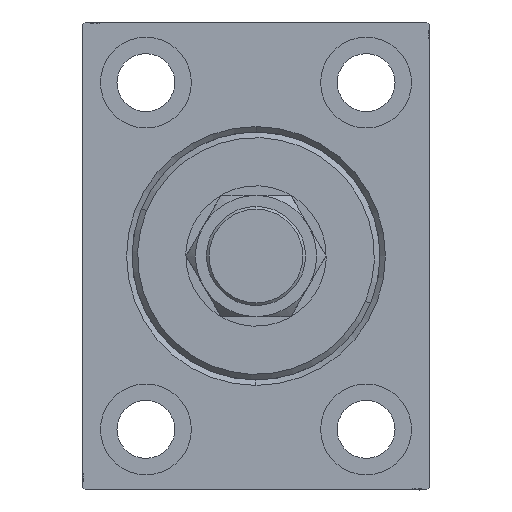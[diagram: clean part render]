
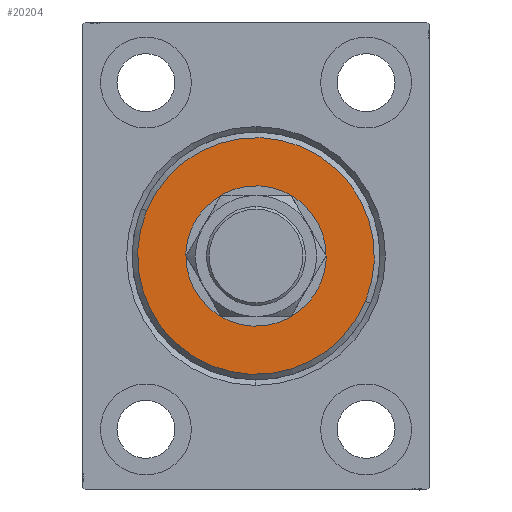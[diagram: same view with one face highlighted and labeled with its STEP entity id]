
A CAD part, left-side view. The second image highlights one B-rep face of the part: STEP entity #20204.
In plain terms, the highlighted face is planar.
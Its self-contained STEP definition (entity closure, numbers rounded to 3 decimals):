
#2299 = DIRECTION ( 'NONE',  ( -1., 0., 0. ) ) ;
#2415 = DIRECTION ( 'NONE',  ( 0., 0., -1. ) ) ;
#3694 = ORIENTED_EDGE ( 'NONE', *, *, #18227, .T. ) ;
#4632 = VERTEX_POINT ( 'NONE', #35264 ) ;
#5070 = ORIENTED_EDGE ( 'NONE', *, *, #38858, .T. ) ;
#6298 = FACE_OUTER_BOUND ( 'NONE', #7929, .T. ) ;
#6342 = DIRECTION ( 'NONE',  ( 1., 0., 0. ) ) ;
#6345 = DIRECTION ( 'NONE',  ( 0., 0., -1. ) ) ;
#6371 = CARTESIAN_POINT ( 'NONE',  ( 3., 0., 0. ) ) ;
#6668 = AXIS2_PLACEMENT_3D ( 'NONE', #6371, #13713, #13939 ) ;
#7929 = EDGE_LOOP ( 'NONE', ( #3694, #44594 ) ) ;
#8642 = AXIS2_PLACEMENT_3D ( 'NONE', #37795, #6342, #44908 ) ;
#8710 = DIRECTION ( 'NONE',  ( -1., 0., 0. ) ) ;
#9047 = AXIS2_PLACEMENT_3D ( 'NONE', #33028, #8710, #6345 ) ;
#11715 = CARTESIAN_POINT ( 'NONE',  ( 3., 0., 21.5 ) ) ;
#13713 = DIRECTION ( 'NONE',  ( 1., 0., 0. ) ) ;
#13939 = DIRECTION ( 'NONE',  ( 0., 0., -1. ) ) ;
#15836 = CARTESIAN_POINT ( 'NONE',  ( 3., 0., 0. ) ) ;
#15986 = CIRCLE ( 'NONE', #8642, 21.5 ) ;
#18227 = EDGE_CURVE ( 'NONE', #29667, #4632, #15986, .T. ) ;
#19380 = DIRECTION ( 'NONE',  ( 1., 0., 0. ) ) ;
#19704 = AXIS2_PLACEMENT_3D ( 'NONE', #33844, #19380, #2415 ) ;
#20004 = CARTESIAN_POINT ( 'NONE',  ( 3., 0., -12.75 ) ) ;
#20204 = ADVANCED_FACE ( 'NONE', ( #6298, #44868 ), #29943, .T. ) ;
#23541 = CIRCLE ( 'NONE', #6668, 21.5 ) ;
#23837 = VERTEX_POINT ( 'NONE', #42178 ) ;
#23957 = ORIENTED_EDGE ( 'NONE', *, *, #39843, .T. ) ;
#27608 = EDGE_CURVE ( 'NONE', #4632, #29667, #23541, .T. ) ;
#29667 = VERTEX_POINT ( 'NONE', #11715 ) ;
#29943 = PLANE ( 'NONE',  #19704 ) ;
#31036 = CIRCLE ( 'NONE', #9047, 12.75 ) ;
#33028 = CARTESIAN_POINT ( 'NONE',  ( 3., 0., 0. ) ) ;
#33034 = VERTEX_POINT ( 'NONE', #20004 ) ;
#33844 = CARTESIAN_POINT ( 'NONE',  ( 3., 0., 0. ) ) ;
#35264 = CARTESIAN_POINT ( 'NONE',  ( 3., 0., -21.5 ) ) ;
#36942 = AXIS2_PLACEMENT_3D ( 'NONE', #15836, #2299, #43842 ) ;
#37795 = CARTESIAN_POINT ( 'NONE',  ( 3., 0., 0. ) ) ;
#38854 = EDGE_LOOP ( 'NONE', ( #23957, #5070 ) ) ;
#38858 = EDGE_CURVE ( 'NONE', #33034, #23837, #31036, .T. ) ;
#39843 = EDGE_CURVE ( 'NONE', #23837, #33034, #42808, .T. ) ;
#42178 = CARTESIAN_POINT ( 'NONE',  ( 3., 0., 12.75 ) ) ;
#42808 = CIRCLE ( 'NONE', #36942, 12.75 ) ;
#43842 = DIRECTION ( 'NONE',  ( 0., 0., -1. ) ) ;
#44594 = ORIENTED_EDGE ( 'NONE', *, *, #27608, .T. ) ;
#44868 = FACE_BOUND ( 'NONE', #38854, .T. ) ;
#44908 = DIRECTION ( 'NONE',  ( 0., 0., -1. ) ) ;
